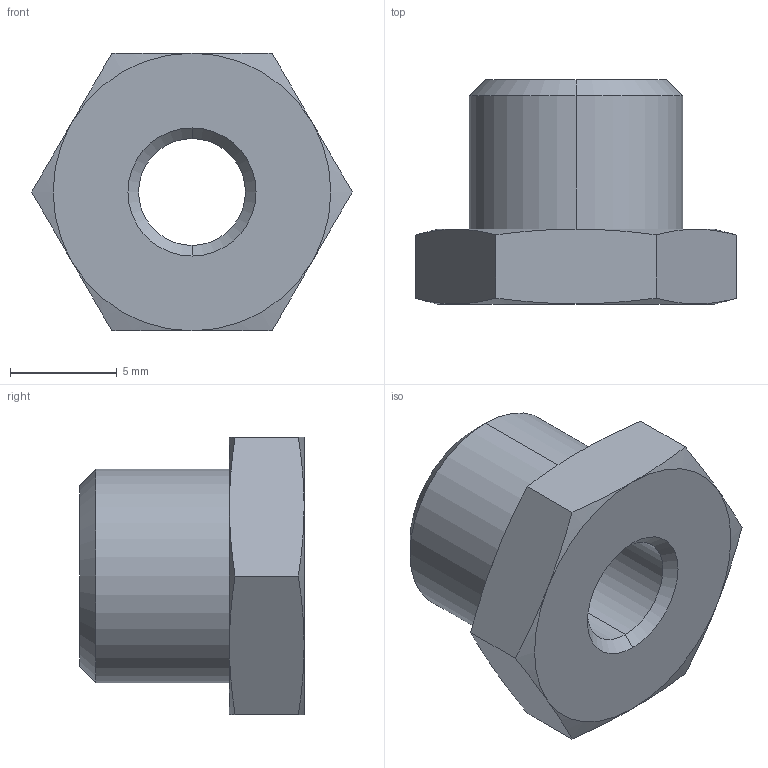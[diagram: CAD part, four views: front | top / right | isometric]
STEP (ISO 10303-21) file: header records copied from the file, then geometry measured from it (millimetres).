
FILE_DESCRIPTION(('STEP AP214'),'1');
FILE_NAME('COVAL_IM10M6F.stp','2017-12-28T08:28:03',('TraceParts'),('TraceParts S.A.'),'Spatial InterOp 3D',' ',' ');
FILE_SCHEMA(('automotive_design'));
Length unit declared in the file: millimetre
Products named in the file (1): COVAL_IM10M6F
Bounding box: 15.01 x 10.5 x 13 mm (x, y, z)
Volume: 843.1 mm3; surface area: 769.7 mm2
Topology: 1 solids, 1 shells, 29 faces, 62 edges, 36 vertices
Faces by surface type: cone 16, plane 9, cylinder 4
Entity records: 1056 total; most frequent: CARTESIAN_POINT 208, ORIENTED_EDGE 124, DIRECTION 122, EDGE_CURVE 62, AXIS2_PLACEMENT_3D 54, VERTEX_POINT 36, EDGE_LOOP 32, STYLED_ITEM 29
